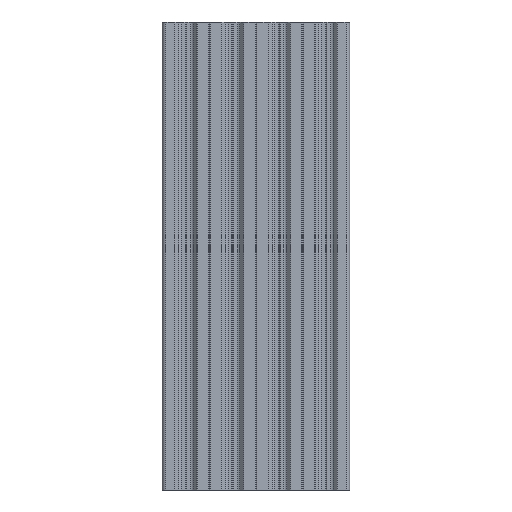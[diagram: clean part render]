
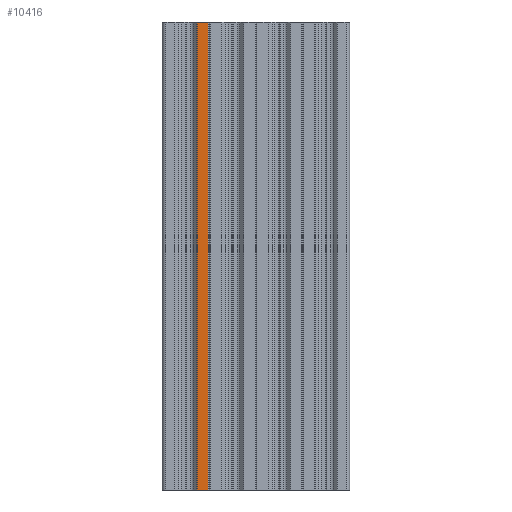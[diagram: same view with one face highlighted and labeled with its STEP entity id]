
A CAD part, front view. The second image highlights one B-rep face of the part: STEP entity #10416.
In plain terms, the highlighted planar face has unit normal (0, -1, 0).
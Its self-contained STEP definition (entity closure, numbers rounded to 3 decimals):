
#67 = LINE ( 'NONE', #7923, #10380 ) ;
#289 = CARTESIAN_POINT ( 'NONE',  ( 4.83, -10., 0. ) ) ;
#673 = ORIENTED_EDGE ( 'NONE', *, *, #11899, .T. ) ;
#2303 = VERTEX_POINT ( 'NONE', #4503 ) ;
#2719 = CARTESIAN_POINT ( 'NONE',  ( 9.624, -10., -214.142 ) ) ;
#2727 = EDGE_CURVE ( 'NONE', #8736, #9319, #67, .T. ) ;
#3141 = AXIS2_PLACEMENT_3D ( 'NONE', #7090, #9791, #5843 ) ;
#3949 = DIRECTION ( 'NONE',  ( 0., 0., -1. ) ) ;
#4503 = CARTESIAN_POINT ( 'NONE',  ( 9.624, -10., 0. ) ) ;
#4879 = LINE ( 'NONE', #6790, #6147 ) ;
#5014 = VERTEX_POINT ( 'NONE', #10618 ) ;
#5026 = DIRECTION ( 'NONE',  ( 0., 0., 1. ) ) ;
#5661 = CARTESIAN_POINT ( 'NONE',  ( 4.726, -10., -200. ) ) ;
#5843 = DIRECTION ( 'NONE',  ( 0., 0., 1. ) ) ;
#6017 = LINE ( 'NONE', #2719, #8780 ) ;
#6147 = VECTOR ( 'NONE', #16161, 1000. ) ;
#6790 = CARTESIAN_POINT ( 'NONE',  ( 4.726, -10., 0. ) ) ;
#6865 = DIRECTION ( 'NONE',  ( 1., 0., 0. ) ) ;
#7090 = CARTESIAN_POINT ( 'NONE',  ( 4.726, -10., -214.142 ) ) ;
#7923 = CARTESIAN_POINT ( 'NONE',  ( 4.83, -10., -214.142 ) ) ;
#8569 = PLANE ( 'NONE',  #3141 ) ;
#8736 = VERTEX_POINT ( 'NONE', #16036 ) ;
#8780 = VECTOR ( 'NONE', #3949, 1000. ) ;
#9186 = FACE_OUTER_BOUND ( 'NONE', #9390, .T. ) ;
#9319 = VERTEX_POINT ( 'NONE', #289 ) ;
#9390 = EDGE_LOOP ( 'NONE', ( #17067, #10509, #673, #10427 ) ) ;
#9791 = DIRECTION ( 'NONE',  ( 0., -1., 0. ) ) ;
#10380 = VECTOR ( 'NONE', #5026, 1000. ) ;
#10416 = ADVANCED_FACE ( 'NONE', ( #9186 ), #8569, .T. ) ;
#10427 = ORIENTED_EDGE ( 'NONE', *, *, #16807, .F. ) ;
#10509 = ORIENTED_EDGE ( 'NONE', *, *, #2727, .F. ) ;
#10618 = CARTESIAN_POINT ( 'NONE',  ( 9.624, -10., -200. ) ) ;
#11899 = EDGE_CURVE ( 'NONE', #8736, #5014, #15396, .T. ) ;
#12419 = EDGE_CURVE ( 'NONE', #2303, #9319, #4879, .T. ) ;
#14973 = VECTOR ( 'NONE', #6865, 1000. ) ;
#15396 = LINE ( 'NONE', #5661, #14973 ) ;
#16036 = CARTESIAN_POINT ( 'NONE',  ( 4.83, -10., -200. ) ) ;
#16161 = DIRECTION ( 'NONE',  ( -1., 0., 0. ) ) ;
#16807 = EDGE_CURVE ( 'NONE', #2303, #5014, #6017, .T. ) ;
#17067 = ORIENTED_EDGE ( 'NONE', *, *, #12419, .T. ) ;
